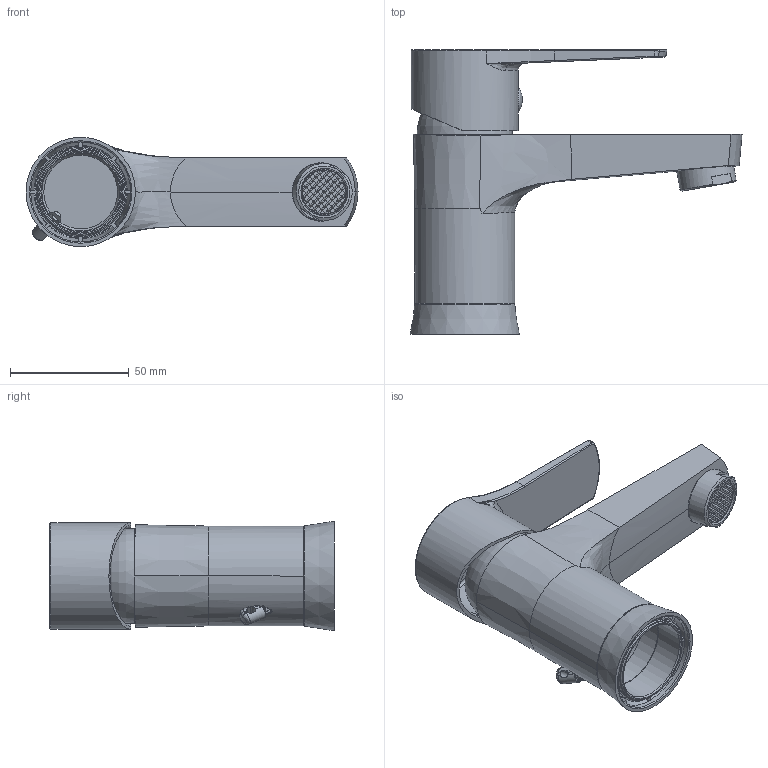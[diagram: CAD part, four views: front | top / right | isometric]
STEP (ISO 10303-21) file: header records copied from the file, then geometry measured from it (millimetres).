
FILE_DESCRIPTION (( 'STEP AP203' ), '1' );
FILE_NAME ('18AP00042.STEP', '2020-12-18T08:54:04', ( '' ), ( '' ), 'SwSTEP 2.0', 'SolidWorks 2018', '' );
FILE_SCHEMA (( 'CONFIG_CONTROL_DESIGN' ));
Length unit declared in the file: millimetre
Products named in the file (1): 18AP00042
Bounding box: 139.57 x 119.6 x 46 mm (x, y, z)
Volume: 73641.4 mm3; surface area: 67346.3 mm2
Topology: 8 solids, 8 shells, 1241 faces, 3388 edges, 2207 vertices
Faces by surface type: plane 931, bspline 122, cylinder 120, torus 30, cone 27, sphere 11
Full cylindrical faces by diameter (mm): 6 x1, 6.8 x1, 9.5 x1, 16 x1, 19 x1, 20 x2, 21 x1, 21.1 x1, 22.5 x2, 23 x1, 23.85 x1, 24 x1, 24.5 x1, 31 x1, 33.5 x1, 35.8 x1, 36.5 x2, 37 x4, 41 x1, 42.1 x1, 45 x1
Entity records: 48707 total; most frequent: CARTESIAN_POINT 18344, ORIENTED_EDGE 6648, DIRECTION 5476, EDGE_CURVE 3324, LINE 2526, VECTOR 2526, VERTEX_POINT 2189, EDGE_LOOP 1491
